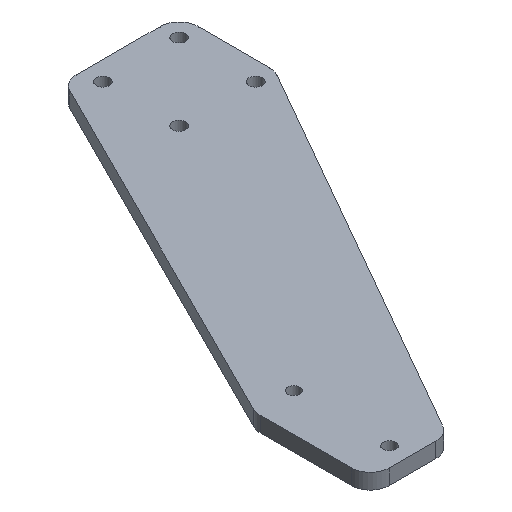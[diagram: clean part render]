
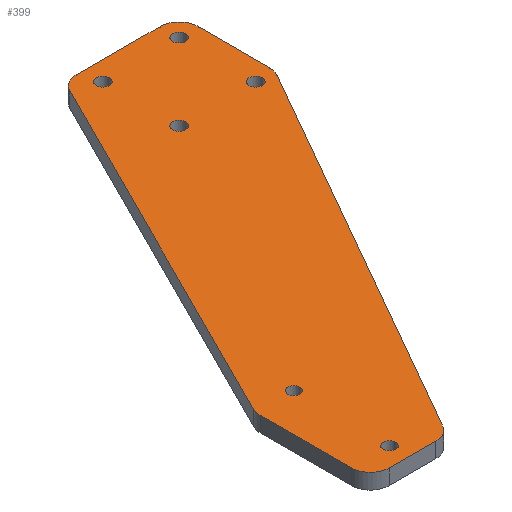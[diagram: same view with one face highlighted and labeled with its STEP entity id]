
A CAD part, isometric view. The second image highlights one B-rep face of the part: STEP entity #399.
In plain terms, the highlighted planar face has unit normal (0, 0, 1).
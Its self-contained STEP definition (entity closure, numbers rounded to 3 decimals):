
#15=FACE_BOUND('',#74,.T.);
#16=FACE_BOUND('',#75,.T.);
#17=FACE_BOUND('',#76,.T.);
#18=FACE_BOUND('',#77,.T.);
#19=FACE_BOUND('',#78,.T.);
#20=FACE_BOUND('',#79,.T.);
#33=PLANE('',#457);
#53=FACE_OUTER_BOUND('',#73,.T.);
#73=EDGE_LOOP('',(#333,#334,#335,#336,#337,#338,#339,#340,#341,#342,#343,
#344));
#74=EDGE_LOOP('',(#345));
#75=EDGE_LOOP('',(#346));
#76=EDGE_LOOP('',(#347));
#77=EDGE_LOOP('',(#348));
#78=EDGE_LOOP('',(#349));
#79=EDGE_LOOP('',(#350));
#95=LINE('',#623,#125);
#99=LINE('',#635,#129);
#103=LINE('',#647,#133);
#107=LINE('',#659,#137);
#111=LINE('',#671,#141);
#115=LINE('',#683,#145);
#125=VECTOR('',#507,10.);
#129=VECTOR('',#519,10.);
#133=VECTOR('',#531,10.);
#137=VECTOR('',#543,10.);
#141=VECTOR('',#555,10.);
#145=VECTOR('',#567,10.);
#147=CIRCLE('',#416,1.75);
#149=CIRCLE('',#419,1.75);
#151=CIRCLE('',#422,1.75);
#153=CIRCLE('',#425,1.6);
#155=CIRCLE('',#428,1.75);
#157=CIRCLE('',#431,1.6);
#160=CIRCLE('',#436,5.);
#162=CIRCLE('',#440,5.);
#164=CIRCLE('',#444,5.);
#166=CIRCLE('',#448,5.);
#168=CIRCLE('',#452,5.);
#170=CIRCLE('',#456,5.);
#171=VERTEX_POINT('',#581);
#173=VERTEX_POINT('',#587);
#175=VERTEX_POINT('',#593);
#177=VERTEX_POINT('',#599);
#179=VERTEX_POINT('',#605);
#181=VERTEX_POINT('',#611);
#185=VERTEX_POINT('',#620);
#186=VERTEX_POINT('',#622);
#188=VERTEX_POINT('',#628);
#190=VERTEX_POINT('',#634);
#192=VERTEX_POINT('',#640);
#194=VERTEX_POINT('',#646);
#196=VERTEX_POINT('',#652);
#198=VERTEX_POINT('',#658);
#200=VERTEX_POINT('',#664);
#202=VERTEX_POINT('',#670);
#204=VERTEX_POINT('',#676);
#206=VERTEX_POINT('',#682);
#207=EDGE_CURVE('',#171,#171,#147,.T.);
#210=EDGE_CURVE('',#173,#173,#149,.T.);
#213=EDGE_CURVE('',#175,#175,#151,.T.);
#216=EDGE_CURVE('',#177,#177,#153,.T.);
#219=EDGE_CURVE('',#179,#179,#155,.T.);
#222=EDGE_CURVE('',#181,#181,#157,.T.);
#227=EDGE_CURVE('',#186,#185,#95,.T.);
#230=EDGE_CURVE('',#188,#186,#160,.T.);
#233=EDGE_CURVE('',#190,#188,#99,.T.);
#236=EDGE_CURVE('',#192,#190,#162,.T.);
#239=EDGE_CURVE('',#194,#192,#103,.T.);
#242=EDGE_CURVE('',#196,#194,#164,.T.);
#245=EDGE_CURVE('',#198,#196,#107,.T.);
#248=EDGE_CURVE('',#200,#198,#166,.T.);
#251=EDGE_CURVE('',#202,#200,#111,.T.);
#254=EDGE_CURVE('',#204,#202,#168,.T.);
#257=EDGE_CURVE('',#206,#204,#115,.T.);
#260=EDGE_CURVE('',#185,#206,#170,.T.);
#333=ORIENTED_EDGE('',*,*,#260,.T.);
#334=ORIENTED_EDGE('',*,*,#257,.T.);
#335=ORIENTED_EDGE('',*,*,#254,.T.);
#336=ORIENTED_EDGE('',*,*,#251,.T.);
#337=ORIENTED_EDGE('',*,*,#248,.T.);
#338=ORIENTED_EDGE('',*,*,#245,.T.);
#339=ORIENTED_EDGE('',*,*,#242,.T.);
#340=ORIENTED_EDGE('',*,*,#239,.T.);
#341=ORIENTED_EDGE('',*,*,#236,.T.);
#342=ORIENTED_EDGE('',*,*,#233,.T.);
#343=ORIENTED_EDGE('',*,*,#230,.T.);
#344=ORIENTED_EDGE('',*,*,#227,.T.);
#345=ORIENTED_EDGE('',*,*,#222,.T.);
#346=ORIENTED_EDGE('',*,*,#219,.T.);
#347=ORIENTED_EDGE('',*,*,#216,.T.);
#348=ORIENTED_EDGE('',*,*,#213,.T.);
#349=ORIENTED_EDGE('',*,*,#210,.T.);
#350=ORIENTED_EDGE('',*,*,#207,.T.);
#399=ADVANCED_FACE('',(#53,#15,#16,#17,#18,#19,#20),#33,.T.);
#416=AXIS2_PLACEMENT_3D('',#582,#463,#464);
#419=AXIS2_PLACEMENT_3D('',#588,#470,#471);
#422=AXIS2_PLACEMENT_3D('',#594,#477,#478);
#425=AXIS2_PLACEMENT_3D('',#600,#484,#485);
#428=AXIS2_PLACEMENT_3D('',#606,#491,#492);
#431=AXIS2_PLACEMENT_3D('',#612,#498,#499);
#436=AXIS2_PLACEMENT_3D('',#629,#513,#514);
#440=AXIS2_PLACEMENT_3D('',#641,#525,#526);
#444=AXIS2_PLACEMENT_3D('',#653,#537,#538);
#448=AXIS2_PLACEMENT_3D('',#665,#549,#550);
#452=AXIS2_PLACEMENT_3D('',#677,#561,#562);
#456=AXIS2_PLACEMENT_3D('',#687,#573,#574);
#457=AXIS2_PLACEMENT_3D('',#688,#575,#576);
#463=DIRECTION('center_axis',(0.,0.,-1.));
#464=DIRECTION('ref_axis',(1.,0.,0.));
#470=DIRECTION('center_axis',(0.,0.,-1.));
#471=DIRECTION('ref_axis',(1.,0.,0.));
#477=DIRECTION('center_axis',(0.,0.,-1.));
#478=DIRECTION('ref_axis',(1.,0.,0.));
#484=DIRECTION('center_axis',(0.,0.,-1.));
#485=DIRECTION('ref_axis',(1.,0.,0.));
#491=DIRECTION('center_axis',(0.,0.,-1.));
#492=DIRECTION('ref_axis',(1.,0.,0.));
#498=DIRECTION('center_axis',(0.,0.,-1.));
#499=DIRECTION('ref_axis',(1.,0.,0.));
#507=DIRECTION('',(-1.,0.,0.));
#513=DIRECTION('center_axis',(0.,0.,1.));
#514=DIRECTION('ref_axis',(1.,0.,0.));
#519=DIRECTION('',(0.,1.,0.));
#525=DIRECTION('center_axis',(0.,0.,1.));
#526=DIRECTION('ref_axis',(0.868,-0.496,0.));
#531=DIRECTION('',(0.496,0.868,0.));
#537=DIRECTION('center_axis',(0.,0.,1.));
#538=DIRECTION('ref_axis',(0.,-1.,0.));
#543=DIRECTION('',(1.,0.,0.));
#549=DIRECTION('center_axis',(0.,0.,1.));
#550=DIRECTION('ref_axis',(-1.,0.,0.));
#555=DIRECTION('',(0.,-1.,0.));
#561=DIRECTION('center_axis',(0.,0.,1.));
#562=DIRECTION('ref_axis',(-0.894,0.447,0.));
#567=DIRECTION('',(-0.447,-0.894,0.));
#573=DIRECTION('center_axis',(0.,0.,1.));
#574=DIRECTION('ref_axis',(0.,1.,0.));
#575=DIRECTION('center_axis',(0.,0.,1.));
#576=DIRECTION('ref_axis',(1.,0.,0.));
#581=CARTESIAN_POINT('',(53.25,75.,4.));
#582=CARTESIAN_POINT('Origin',(55.,75.,4.));
#587=CARTESIAN_POINT('',(33.25,75.,4.));
#588=CARTESIAN_POINT('Origin',(35.,75.,4.));
#593=CARTESIAN_POINT('',(33.25,95.,4.));
#594=CARTESIAN_POINT('Origin',(35.,95.,4.));
#599=CARTESIAN_POINT('',(-11.6,0.,4.));
#600=CARTESIAN_POINT('Origin',(-10.,0.,4.));
#605=CARTESIAN_POINT('',(53.25,95.,4.));
#606=CARTESIAN_POINT('Origin',(55.,95.,4.));
#611=CARTESIAN_POINT('',(-11.6,-25.,4.));
#612=CARTESIAN_POINT('Origin',(-10.,-25.,4.));
#620=CARTESIAN_POINT('',(33.09,100.,4.));
#622=CARTESIAN_POINT('',(55.,100.,4.));
#623=CARTESIAN_POINT('',(33.09,100.,4.));
#628=CARTESIAN_POINT('',(60.,95.,4.));
#629=CARTESIAN_POINT('Origin',(55.,95.,4.));
#634=CARTESIAN_POINT('',(60.,76.328,4.));
#635=CARTESIAN_POINT('',(60.,76.328,4.));
#640=CARTESIAN_POINT('',(59.341,73.847,4.));
#641=CARTESIAN_POINT('Origin',(55.,76.328,4.));
#646=CARTESIAN_POINT('',(1.44,-27.481,4.));
#647=CARTESIAN_POINT('',(59.341,73.847,4.));
#652=CARTESIAN_POINT('',(-2.902,-30.,4.));
#653=CARTESIAN_POINT('Origin',(-2.902,-25.,4.));
#658=CARTESIAN_POINT('',(-15.,-30.,4.));
#659=CARTESIAN_POINT('',(-15.,-30.,4.));
#664=CARTESIAN_POINT('',(-20.,-25.,4.));
#665=CARTESIAN_POINT('Origin',(-15.,-25.,4.));
#670=CARTESIAN_POINT('',(-20.,-1.18,4.));
#671=CARTESIAN_POINT('',(-20.,-1.18,4.));
#676=CARTESIAN_POINT('',(-19.472,1.056,4.));
#677=CARTESIAN_POINT('Origin',(-15.,-1.18,4.));
#682=CARTESIAN_POINT('',(28.618,97.236,4.));
#683=CARTESIAN_POINT('',(28.618,97.236,4.));
#687=CARTESIAN_POINT('Origin',(33.09,95.,4.));
#688=CARTESIAN_POINT('Origin',(20.,35.,4.));
